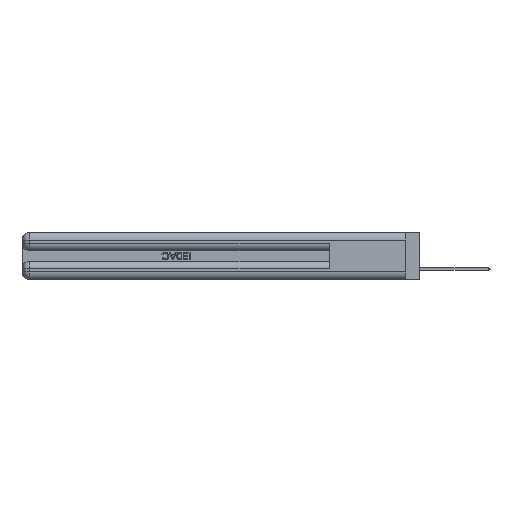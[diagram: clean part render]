
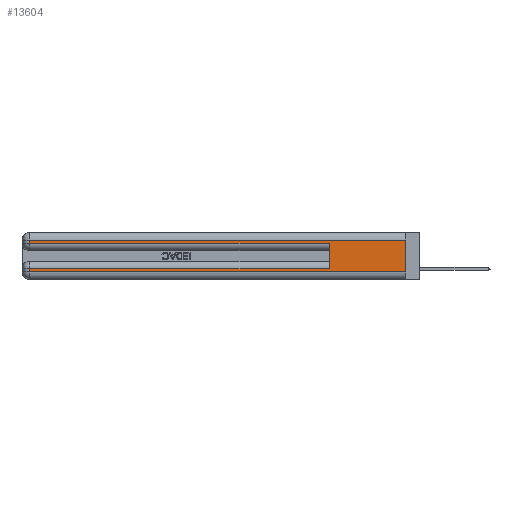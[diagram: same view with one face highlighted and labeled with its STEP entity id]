
A CAD part, left-side view. The second image highlights one B-rep face of the part: STEP entity #13604.
In plain terms, the highlighted planar face has unit normal (-1, 0, 0).
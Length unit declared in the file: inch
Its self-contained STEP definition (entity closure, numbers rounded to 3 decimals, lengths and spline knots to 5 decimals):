
#653 = LINE ( 'NONE', #17960, #26534 ) ;
#1514 = LINE ( 'NONE', #35889, #15553 ) ;
#2126 = DIRECTION ( 'NONE',  ( 0., 0., -1. ) ) ;
#4166 = CARTESIAN_POINT ( 'NONE',  ( 0., 0., 0.285 ) ) ;
#4587 = CARTESIAN_POINT ( 'NONE',  ( 0., 2.94, 0.285 ) ) ;
#6035 = PLANE ( 'NONE',  #35258 ) ;
#6166 = EDGE_CURVE ( 'NONE', #34875, #9766, #45720, .T. ) ;
#8197 = VERTEX_POINT ( 'NONE', #18909 ) ;
#9576 = VECTOR ( 'NONE', #30287, 39.37008 ) ;
#9766 = VERTEX_POINT ( 'NONE', #4587 ) ;
#13105 = CARTESIAN_POINT ( 'NONE',  ( 0., 2.94, 0.06 ) ) ;
#13604 = ADVANCED_FACE ( 'NONE', ( #40198 ), #6035, .F. ) ;
#14831 = CARTESIAN_POINT ( 'NONE',  ( 0., 2.94, 0.31 ) ) ;
#14910 = EDGE_CURVE ( 'NONE', #8197, #30425, #653, .T. ) ;
#15009 = CARTESIAN_POINT ( 'NONE',  ( 0., 0., 0.06 ) ) ;
#15154 = DIRECTION ( 'NONE',  ( 0., -1., 0. ) ) ;
#15320 = CARTESIAN_POINT ( 'NONE',  ( 0., 0., 0.37 ) ) ;
#15553 = VECTOR ( 'NONE', #39370, 39.37008 ) ;
#16919 = ORIENTED_EDGE ( 'NONE', *, *, #25133, .F. ) ;
#17569 = ORIENTED_EDGE ( 'NONE', *, *, #26503, .T. ) ;
#17680 = VECTOR ( 'NONE', #47739, 39.37008 ) ;
#17960 = CARTESIAN_POINT ( 'NONE',  ( 0., 2.94, 0.37 ) ) ;
#18909 = CARTESIAN_POINT ( 'NONE',  ( 0., 2.94, 0.085 ) ) ;
#18952 = ORIENTED_EDGE ( 'NONE', *, *, #6166, .T. ) ;
#19350 = VERTEX_POINT ( 'NONE', #22681 ) ;
#20883 = ORIENTED_EDGE ( 'NONE', *, *, #34030, .T. ) ;
#21514 = LINE ( 'NONE', #38348, #26760 ) ;
#22175 = VECTOR ( 'NONE', #37429, 39.37008 ) ;
#22681 = CARTESIAN_POINT ( 'NONE',  ( 0., 0.6, 0.085 ) ) ;
#22770 = VECTOR ( 'NONE', #15154, 39.37008 ) ;
#23278 = EDGE_CURVE ( 'NONE', #19350, #8197, #21514, .T. ) ;
#23993 = ORIENTED_EDGE ( 'NONE', *, *, #23278, .T. ) ;
#25133 = EDGE_CURVE ( 'NONE', #27585, #31902, #40833, .T. ) ;
#26503 = EDGE_CURVE ( 'NONE', #27585, #34875, #37686, .T. ) ;
#26534 = VECTOR ( 'NONE', #45411, 39.37008 ) ;
#26760 = VECTOR ( 'NONE', #41483, 39.37008 ) ;
#27317 = ORIENTED_EDGE ( 'NONE', *, *, #14910, .T. ) ;
#27585 = VERTEX_POINT ( 'NONE', #30496 ) ;
#27724 = VERTEX_POINT ( 'NONE', #46153 ) ;
#30287 = DIRECTION ( 'NONE',  ( 0., 0., -1. ) ) ;
#30425 = VERTEX_POINT ( 'NONE', #13105 ) ;
#30496 = CARTESIAN_POINT ( 'NONE',  ( 0., 0., 0.31 ) ) ;
#31558 = VECTOR ( 'NONE', #42636, 39.37008 ) ;
#31902 = VERTEX_POINT ( 'NONE', #33585 ) ;
#32031 = CARTESIAN_POINT ( 'NONE',  ( 0., 0., 0.37 ) ) ;
#33003 = EDGE_CURVE ( 'NONE', #30425, #31902, #39911, .T. ) ;
#33585 = CARTESIAN_POINT ( 'NONE',  ( 0., 0., 0.06 ) ) ;
#34030 = EDGE_CURVE ( 'NONE', #9766, #27724, #38745, .T. ) ;
#34148 = ORIENTED_EDGE ( 'NONE', *, *, #46151, .F. ) ;
#34539 = EDGE_LOOP ( 'NONE', ( #16919, #17569, #18952, #20883, #34148, #23993, #27317, #39539 ) ) ;
#34875 = VERTEX_POINT ( 'NONE', #14831 ) ;
#35258 = AXIS2_PLACEMENT_3D ( 'NONE', #32031, #43421, #2126 ) ;
#35889 = CARTESIAN_POINT ( 'NONE',  ( 0., 0.6, 0.145 ) ) ;
#37429 = DIRECTION ( 'NONE',  ( 0., -1., 0. ) ) ;
#37686 = LINE ( 'NONE', #43996, #17680 ) ;
#38348 = CARTESIAN_POINT ( 'NONE',  ( 0., 0., 0.085 ) ) ;
#38745 = LINE ( 'NONE', #4166, #22770 ) ;
#39370 = DIRECTION ( 'NONE',  ( 0., 0., 1. ) ) ;
#39539 = ORIENTED_EDGE ( 'NONE', *, *, #33003, .T. ) ;
#39911 = LINE ( 'NONE', #15009, #22175 ) ;
#40198 = FACE_OUTER_BOUND ( 'NONE', #34539, .T. ) ;
#40833 = LINE ( 'NONE', #15320, #9576 ) ;
#41483 = DIRECTION ( 'NONE',  ( 0., 1., 0. ) ) ;
#42471 = CARTESIAN_POINT ( 'NONE',  ( 0., 2.94, 0.37 ) ) ;
#42636 = DIRECTION ( 'NONE',  ( 0., 0., -1. ) ) ;
#43421 = DIRECTION ( 'NONE',  ( 1., 0., 0. ) ) ;
#43996 = CARTESIAN_POINT ( 'NONE',  ( 0., 0., 0.31 ) ) ;
#45411 = DIRECTION ( 'NONE',  ( 0., 0., -1. ) ) ;
#45720 = LINE ( 'NONE', #42471, #31558 ) ;
#46151 = EDGE_CURVE ( 'NONE', #19350, #27724, #1514, .T. ) ;
#46153 = CARTESIAN_POINT ( 'NONE',  ( 0., 0.6, 0.285 ) ) ;
#47739 = DIRECTION ( 'NONE',  ( 0., 1., 0. ) ) ;
